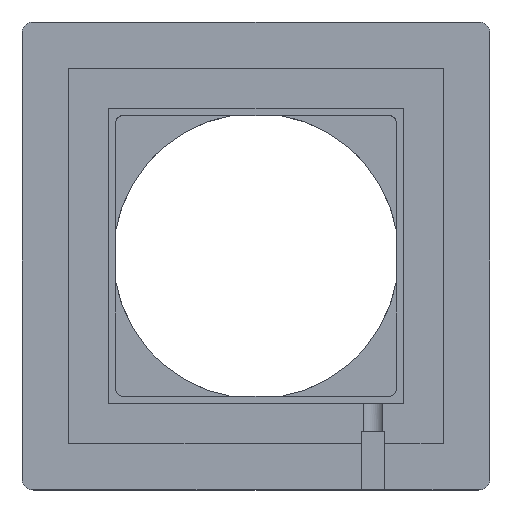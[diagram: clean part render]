
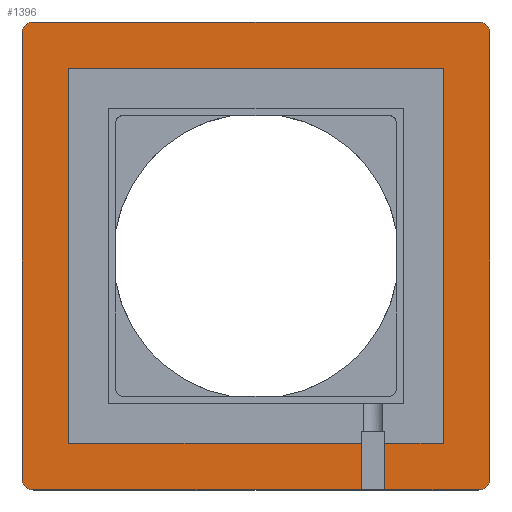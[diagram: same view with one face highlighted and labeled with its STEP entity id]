
A CAD part, top view. The second image highlights one B-rep face of the part: STEP entity #1396.
In plain terms, the highlighted planar face has unit normal (0, 0, 1).
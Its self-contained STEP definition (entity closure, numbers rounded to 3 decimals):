
#986 = VERTEX_POINT('',#987);
#987 = CARTESIAN_POINT('',(80.,-80.,3.));
#995 = VERTEX_POINT('',#996);
#996 = CARTESIAN_POINT('',(80.,80.,3.));
#1002 = EDGE_CURVE('',#986,#995,#1003,.T.);
#1003 = LINE('',#1004,#1005);
#1004 = CARTESIAN_POINT('',(80.,-80.,3.));
#1005 = VECTOR('',#1006,1.);
#1006 = DIRECTION('',(0.,1.,0.));
#1016 = EDGE_CURVE('',#1017,#986,#1019,.T.);
#1017 = VERTEX_POINT('',#1018);
#1018 = CARTESIAN_POINT('',(55.,-80.,3.));
#1019 = LINE('',#1020,#1021);
#1020 = CARTESIAN_POINT('',(-80.,-80.,3.));
#1021 = VECTOR('',#1022,1.);
#1022 = DIRECTION('',(1.,0.,0.));
#1043 = VERTEX_POINT('',#1044);
#1044 = CARTESIAN_POINT('',(55.,-100.,3.));
#1059 = EDGE_CURVE('',#1043,#1017,#1060,.T.);
#1060 = LINE('',#1061,#1062);
#1061 = CARTESIAN_POINT('',(55.,-50.,3.));
#1062 = VECTOR('',#1063,1.);
#1063 = DIRECTION('',(0.,1.,0.));
#1074 = VERTEX_POINT('',#1075);
#1075 = CARTESIAN_POINT('',(45.,-100.,3.));
#1083 = EDGE_CURVE('',#1084,#1074,#1086,.T.);
#1084 = VERTEX_POINT('',#1085);
#1085 = CARTESIAN_POINT('',(45.,-80.,3.));
#1086 = LINE('',#1087,#1088);
#1087 = CARTESIAN_POINT('',(45.,-50.,3.));
#1088 = VECTOR('',#1089,1.);
#1089 = DIRECTION('',(0.,-1.,0.));
#1113 = EDGE_CURVE('',#1114,#1084,#1116,.T.);
#1114 = VERTEX_POINT('',#1115);
#1115 = CARTESIAN_POINT('',(-80.,-80.,3.));
#1116 = LINE('',#1117,#1118);
#1117 = CARTESIAN_POINT('',(-80.,-80.,3.));
#1118 = VECTOR('',#1119,1.);
#1119 = DIRECTION('',(1.,0.,0.));
#1138 = VERTEX_POINT('',#1139);
#1139 = CARTESIAN_POINT('',(-80.,80.,3.));
#1147 = EDGE_CURVE('',#1138,#1114,#1148,.T.);
#1148 = LINE('',#1149,#1150);
#1149 = CARTESIAN_POINT('',(-80.,80.,3.));
#1150 = VECTOR('',#1151,1.);
#1151 = DIRECTION('',(0.,-1.,0.));
#1164 = EDGE_CURVE('',#995,#1138,#1165,.T.);
#1165 = LINE('',#1166,#1167);
#1166 = CARTESIAN_POINT('',(80.,80.,3.));
#1167 = VECTOR('',#1168,1.);
#1168 = DIRECTION('',(-1.,0.,0.));
#1180 = VERTEX_POINT('',#1181);
#1181 = CARTESIAN_POINT('',(-100.,95.,3.));
#1187 = EDGE_CURVE('',#1180,#1188,#1190,.T.);
#1188 = VERTEX_POINT('',#1189);
#1189 = CARTESIAN_POINT('',(-100.,-95.,3.));
#1190 = LINE('',#1191,#1192);
#1191 = CARTESIAN_POINT('',(-100.,100.,3.));
#1192 = VECTOR('',#1193,1.);
#1193 = DIRECTION('',(0.,-1.,0.));
#1211 = VERTEX_POINT('',#1212);
#1212 = CARTESIAN_POINT('',(-95.,100.,3.));
#1218 = EDGE_CURVE('',#1180,#1211,#1219,.T.);
#1219 = CIRCLE('',#1220,5.);
#1220 = AXIS2_PLACEMENT_3D('',#1221,#1222,#1223);
#1221 = CARTESIAN_POINT('',(-95.,95.,3.));
#1222 = DIRECTION('',(-0.,-0.,-1.));
#1223 = DIRECTION('',(0.,-1.,0.));
#1236 = VERTEX_POINT('',#1237);
#1237 = CARTESIAN_POINT('',(-95.,-100.,3.));
#1243 = EDGE_CURVE('',#1188,#1236,#1244,.T.);
#1244 = CIRCLE('',#1245,5.);
#1245 = AXIS2_PLACEMENT_3D('',#1246,#1247,#1248);
#1246 = CARTESIAN_POINT('',(-95.,-95.,3.));
#1247 = DIRECTION('',(-0.,0.,1.));
#1248 = DIRECTION('',(0.,-1.,0.));
#1261 = VERTEX_POINT('',#1262);
#1262 = CARTESIAN_POINT('',(95.,100.,3.));
#1268 = EDGE_CURVE('',#1261,#1211,#1269,.T.);
#1269 = LINE('',#1270,#1271);
#1270 = CARTESIAN_POINT('',(100.,100.,3.));
#1271 = VECTOR('',#1272,1.);
#1272 = DIRECTION('',(-1.,0.,0.));
#1285 = EDGE_CURVE('',#1236,#1074,#1286,.T.);
#1286 = LINE('',#1287,#1288);
#1287 = CARTESIAN_POINT('',(-100.,-100.,3.));
#1288 = VECTOR('',#1289,1.);
#1289 = DIRECTION('',(1.,0.,0.));
#1299 = EDGE_CURVE('',#1043,#1300,#1302,.T.);
#1300 = VERTEX_POINT('',#1301);
#1301 = CARTESIAN_POINT('',(95.,-100.,3.));
#1302 = LINE('',#1303,#1304);
#1303 = CARTESIAN_POINT('',(-100.,-100.,3.));
#1304 = VECTOR('',#1305,1.);
#1305 = DIRECTION('',(1.,0.,0.));
#1323 = EDGE_CURVE('',#1324,#1261,#1326,.T.);
#1324 = VERTEX_POINT('',#1325);
#1325 = CARTESIAN_POINT('',(100.,95.,3.));
#1326 = CIRCLE('',#1327,5.);
#1327 = AXIS2_PLACEMENT_3D('',#1328,#1329,#1330);
#1328 = CARTESIAN_POINT('',(95.,95.,3.));
#1329 = DIRECTION('',(-0.,0.,1.));
#1330 = DIRECTION('',(0.,-1.,0.));
#1348 = VERTEX_POINT('',#1349);
#1349 = CARTESIAN_POINT('',(100.,-95.,3.));
#1355 = EDGE_CURVE('',#1300,#1348,#1356,.T.);
#1356 = CIRCLE('',#1357,5.);
#1357 = AXIS2_PLACEMENT_3D('',#1358,#1359,#1360);
#1358 = CARTESIAN_POINT('',(95.,-95.,3.));
#1359 = DIRECTION('',(-0.,0.,1.));
#1360 = DIRECTION('',(0.,-1.,0.));
#1373 = EDGE_CURVE('',#1348,#1324,#1374,.T.);
#1374 = LINE('',#1375,#1376);
#1375 = CARTESIAN_POINT('',(100.,-100.,3.));
#1376 = VECTOR('',#1377,1.);
#1377 = DIRECTION('',(0.,1.,0.));
#1396 = ADVANCED_FACE('',(#1397),#1415,.T.);
#1397 = FACE_BOUND('',#1398,.T.);
#1398 = EDGE_LOOP('',(#1399,#1400,#1401,#1402,#1403,#1404,#1405,#1406,
    #1407,#1408,#1409,#1410,#1411,#1412,#1413,#1414));
#1399 = ORIENTED_EDGE('',*,*,#1218,.F.);
#1400 = ORIENTED_EDGE('',*,*,#1187,.T.);
#1401 = ORIENTED_EDGE('',*,*,#1243,.T.);
#1402 = ORIENTED_EDGE('',*,*,#1285,.T.);
#1403 = ORIENTED_EDGE('',*,*,#1083,.F.);
#1404 = ORIENTED_EDGE('',*,*,#1113,.F.);
#1405 = ORIENTED_EDGE('',*,*,#1147,.F.);
#1406 = ORIENTED_EDGE('',*,*,#1164,.F.);
#1407 = ORIENTED_EDGE('',*,*,#1002,.F.);
#1408 = ORIENTED_EDGE('',*,*,#1016,.F.);
#1409 = ORIENTED_EDGE('',*,*,#1059,.F.);
#1410 = ORIENTED_EDGE('',*,*,#1299,.T.);
#1411 = ORIENTED_EDGE('',*,*,#1355,.T.);
#1412 = ORIENTED_EDGE('',*,*,#1373,.T.);
#1413 = ORIENTED_EDGE('',*,*,#1323,.T.);
#1414 = ORIENTED_EDGE('',*,*,#1268,.T.);
#1415 = PLANE('',#1416);
#1416 = AXIS2_PLACEMENT_3D('',#1417,#1418,#1419);
#1417 = CARTESIAN_POINT('',(0.,0.,3.));
#1418 = DIRECTION('',(0.,0.,1.));
#1419 = DIRECTION('',(1.,0.,0.));
